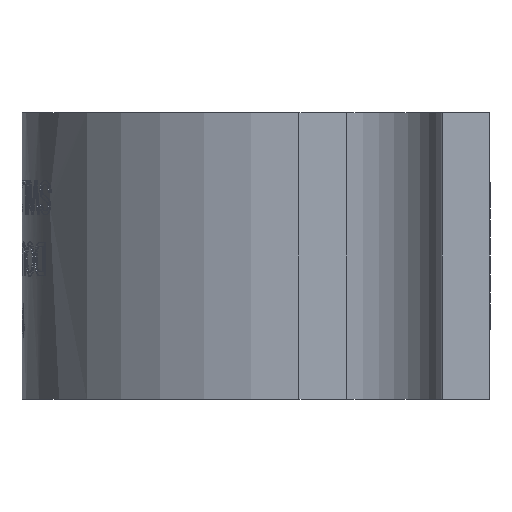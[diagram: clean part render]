
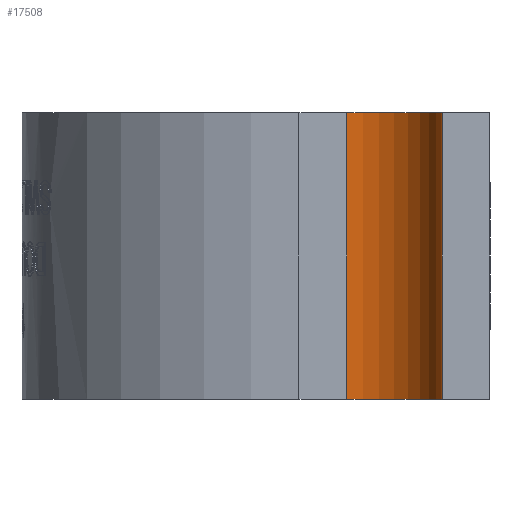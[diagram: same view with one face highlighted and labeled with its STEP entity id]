
A CAD part, left-side view. The second image highlights one B-rep face of the part: STEP entity #17508.
In plain terms, the highlighted cylindrical face has radius 10 mm (diameter 20 mm), a partial arc.
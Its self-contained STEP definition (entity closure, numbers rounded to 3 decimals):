
#134 = CARTESIAN_POINT ( 'NONE',  ( -39., 5., -15. ) ) ;
#391 = EDGE_LOOP ( 'NONE', ( #22463, #25926, #5202, #20465 ) ) ;
#1462 = VECTOR ( 'NONE', #18725, 1000. ) ;
#2026 = CIRCLE ( 'NONE', #8348, 10. ) ;
#2150 = DIRECTION ( 'NONE',  ( -1., 0., 0. ) ) ;
#2652 = VERTEX_POINT ( 'NONE', #10531 ) ;
#3086 = EDGE_CURVE ( 'NONE', #2652, #15759, #6898, .T. ) ;
#3584 = EDGE_CURVE ( 'NONE', #8119, #13082, #18739, .T. ) ;
#4104 = CARTESIAN_POINT ( 'NONE',  ( -39., 5., 15. ) ) ;
#4234 = CARTESIAN_POINT ( 'NONE',  ( -39., 5., 15. ) ) ;
#5202 = ORIENTED_EDGE ( 'NONE', *, *, #9284, .F. ) ;
#6607 = DIRECTION ( 'NONE',  ( 0., 0., -1. ) ) ;
#6898 = LINE ( 'NONE', #10545, #1462 ) ;
#6948 = FACE_OUTER_BOUND ( 'NONE', #391, .T. ) ;
#7624 = CIRCLE ( 'NONE', #22913, 10. ) ;
#8119 = VERTEX_POINT ( 'NONE', #4104 ) ;
#8348 = AXIS2_PLACEMENT_3D ( 'NONE', #15243, #13277, #25654 ) ;
#8877 = CARTESIAN_POINT ( 'NONE',  ( -29., 15., -15. ) ) ;
#9284 = EDGE_CURVE ( 'NONE', #2652, #8119, #2026, .T. ) ;
#10531 = CARTESIAN_POINT ( 'NONE',  ( -29., 15., 15. ) ) ;
#10545 = CARTESIAN_POINT ( 'NONE',  ( -29., 15., 15. ) ) ;
#11439 = DIRECTION ( 'NONE',  ( 0., 0., -1. ) ) ;
#11898 = EDGE_CURVE ( 'NONE', #15759, #13082, #7624, .T. ) ;
#12500 = CARTESIAN_POINT ( 'NONE',  ( -39., 15., 15. ) ) ;
#13082 = VERTEX_POINT ( 'NONE', #134 ) ;
#13277 = DIRECTION ( 'NONE',  ( 0., 0., -1. ) ) ;
#15243 = CARTESIAN_POINT ( 'NONE',  ( -39., 15., 15. ) ) ;
#15759 = VERTEX_POINT ( 'NONE', #8877 ) ;
#17508 = ADVANCED_FACE ( 'NONE', ( #6948 ), #26079, .F. ) ;
#18549 = DIRECTION ( 'NONE',  ( 1., 0., 0. ) ) ;
#18725 = DIRECTION ( 'NONE',  ( 0., 0., -1. ) ) ;
#18739 = LINE ( 'NONE', #4234, #23492 ) ;
#18741 = DIRECTION ( 'NONE',  ( 0., 0., -1. ) ) ;
#20465 = ORIENTED_EDGE ( 'NONE', *, *, #3086, .T. ) ;
#22463 = ORIENTED_EDGE ( 'NONE', *, *, #11898, .T. ) ;
#22913 = AXIS2_PLACEMENT_3D ( 'NONE', #24871, #18741, #18549 ) ;
#23492 = VECTOR ( 'NONE', #11439, 1000. ) ;
#24871 = CARTESIAN_POINT ( 'NONE',  ( -39., 15., -15. ) ) ;
#25654 = DIRECTION ( 'NONE',  ( 1., 0., 0. ) ) ;
#25926 = ORIENTED_EDGE ( 'NONE', *, *, #3584, .F. ) ;
#26079 = CYLINDRICAL_SURFACE ( 'NONE', #26442, 10. ) ;
#26442 = AXIS2_PLACEMENT_3D ( 'NONE', #12500, #6607, #2150 ) ;
